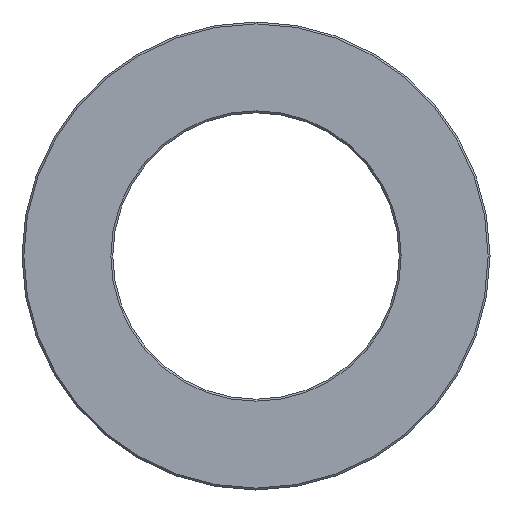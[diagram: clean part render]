
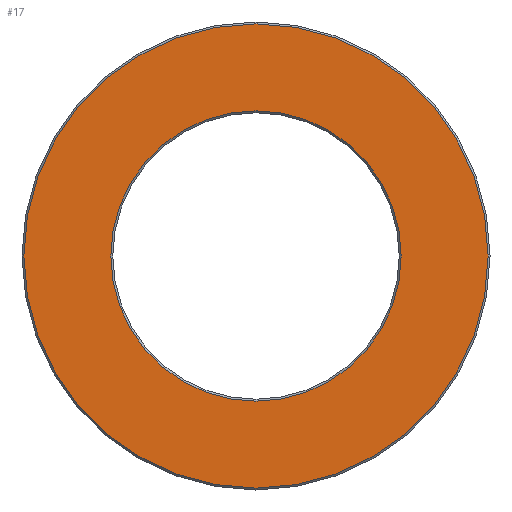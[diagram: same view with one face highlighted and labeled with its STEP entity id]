
A CAD part, left-side view. The second image highlights one B-rep face of the part: STEP entity #17.
In plain terms, the highlighted planar face has unit normal (-1, 0, 0).
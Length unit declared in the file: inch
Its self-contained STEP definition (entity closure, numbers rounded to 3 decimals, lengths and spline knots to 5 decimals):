
#17 = ADVANCED_FACE ( 'NONE', ( #609, #114 ), #386, .F. ) ;
#18 = CARTESIAN_POINT ( 'NONE',  ( 0., 0., -0.38 ) ) ;
#48 = CARTESIAN_POINT ( 'NONE',  ( 0., 0., -0.6075 ) ) ;
#49 = CARTESIAN_POINT ( 'NONE',  ( 0., 0., 0. ) ) ;
#52 = CARTESIAN_POINT ( 'NONE',  ( 0., 0., 0. ) ) ;
#72 = DIRECTION ( 'NONE',  ( 0., 0., -1. ) ) ;
#73 = AXIS2_PLACEMENT_3D ( 'NONE', #403, #571, #72 ) ;
#101 = CARTESIAN_POINT ( 'NONE',  ( 0., 0., 0. ) ) ;
#114 = FACE_BOUND ( 'NONE', #236, .T. ) ;
#122 = EDGE_CURVE ( 'NONE', #170, #156, #373, .T. ) ;
#146 = AXIS2_PLACEMENT_3D ( 'NONE', #49, #619, #275 ) ;
#156 = VERTEX_POINT ( 'NONE', #18 ) ;
#170 = VERTEX_POINT ( 'NONE', #295 ) ;
#207 = CIRCLE ( 'NONE', #73, 0.6075 ) ;
#212 = DIRECTION ( 'NONE',  ( -1., 0., 0. ) ) ;
#219 = DIRECTION ( 'NONE',  ( 0., 0., -1. ) ) ;
#223 = ORIENTED_EDGE ( 'NONE', *, *, #518, .T. ) ;
#235 = DIRECTION ( 'NONE',  ( 1., 0., 0. ) ) ;
#236 = EDGE_LOOP ( 'NONE', ( #471, #514 ) ) ;
#238 = CARTESIAN_POINT ( 'NONE',  ( 0., 0., 0. ) ) ;
#244 = EDGE_CURVE ( 'NONE', #156, #170, #362, .T. ) ;
#262 = EDGE_CURVE ( 'NONE', #519, #565, #207, .T. ) ;
#275 = DIRECTION ( 'NONE',  ( 0., 0., -1. ) ) ;
#295 = CARTESIAN_POINT ( 'NONE',  ( 0., 0., 0.38 ) ) ;
#333 = CARTESIAN_POINT ( 'NONE',  ( 0., 0., 0.6075 ) ) ;
#362 = CIRCLE ( 'NONE', #452, 0.38 ) ;
#373 = CIRCLE ( 'NONE', #146, 0.38 ) ;
#378 = DIRECTION ( 'NONE',  ( 0., 0., -1. ) ) ;
#386 = PLANE ( 'NONE',  #660 ) ;
#403 = CARTESIAN_POINT ( 'NONE',  ( 0., 0., 0. ) ) ;
#404 = EDGE_LOOP ( 'NONE', ( #223, #628 ) ) ;
#452 = AXIS2_PLACEMENT_3D ( 'NONE', #238, #235, #455 ) ;
#455 = DIRECTION ( 'NONE',  ( 0., 0., -1. ) ) ;
#471 = ORIENTED_EDGE ( 'NONE', *, *, #122, .T. ) ;
#514 = ORIENTED_EDGE ( 'NONE', *, *, #244, .T. ) ;
#518 = EDGE_CURVE ( 'NONE', #565, #519, #690, .T. ) ;
#519 = VERTEX_POINT ( 'NONE', #333 ) ;
#565 = VERTEX_POINT ( 'NONE', #48 ) ;
#571 = DIRECTION ( 'NONE',  ( -1., 0., 0. ) ) ;
#609 = FACE_OUTER_BOUND ( 'NONE', #404, .T. ) ;
#619 = DIRECTION ( 'NONE',  ( 1., 0., 0. ) ) ;
#628 = ORIENTED_EDGE ( 'NONE', *, *, #262, .T. ) ;
#660 = AXIS2_PLACEMENT_3D ( 'NONE', #52, #662, #378 ) ;
#662 = DIRECTION ( 'NONE',  ( 1., 0., 0. ) ) ;
#690 = CIRCLE ( 'NONE', #710, 0.6075 ) ;
#710 = AXIS2_PLACEMENT_3D ( 'NONE', #101, #212, #219 ) ;
